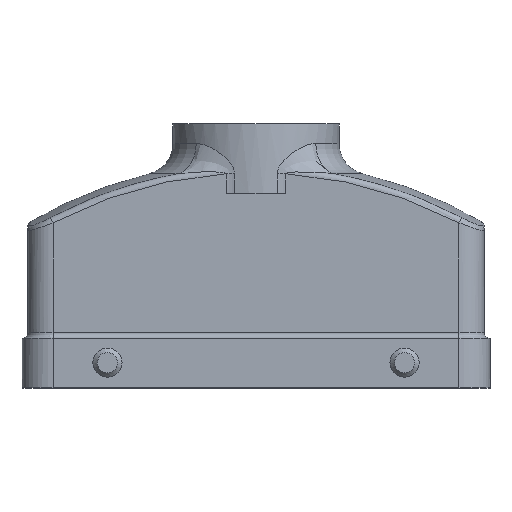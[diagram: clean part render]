
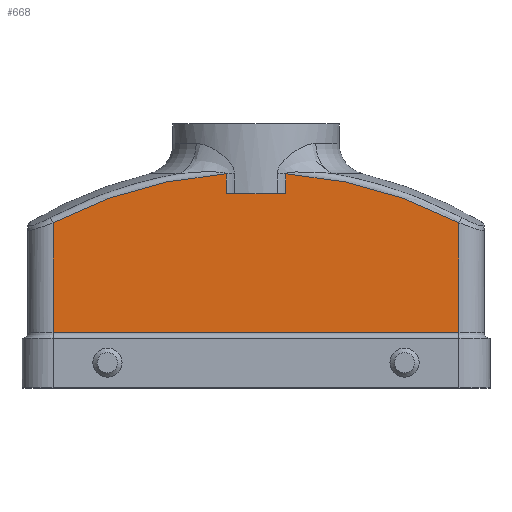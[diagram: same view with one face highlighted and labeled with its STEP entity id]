
A CAD part, top view. The second image highlights one B-rep face of the part: STEP entity #668.
In plain terms, the highlighted planar face has unit normal (0, 0, 1).
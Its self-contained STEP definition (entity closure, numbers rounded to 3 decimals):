
#201 = AXIS2_PLACEMENT_3D ( 'NONE', #1248, #1246, #1245 ) ;
#208 = CIRCLE ( 'NONE', #201, 112.532 ) ;
#218 = VECTOR ( 'NONE', #747, 1000. ) ;
#261 = EDGE_CURVE ( 'NONE', #2054, #1796, #208, .T. ) ;
#303 = EDGE_CURVE ( 'NONE', #2054, #2057, #3543, .T. ) ;
#396 = EDGE_CURVE ( 'NONE', #1796, #2053, #3424, .T. ) ;
#635 = EDGE_CURVE ( 'NONE', #2055, #2052, #3389, .T. ) ;
#636 = EDGE_CURVE ( 'NONE', #2024, #2055, #2097, .T. ) ;
#637 = EDGE_CURVE ( 'NONE', #2051, #2053, #2293, .T. ) ;
#638 = EDGE_CURVE ( 'NONE', #2051, #2024, #2292, .T. ) ;
#654 = EDGE_CURVE ( 'NONE', #2052, #2057, #2282, .T. ) ;
#668 = ADVANCED_FACE ( 'NONE', ( #2273 ), #2429, .F. ) ;
#747 = DIRECTION ( 'NONE',  ( 0., -1., 0. ) ) ;
#752 = CARTESIAN_POINT ( 'NONE',  ( 52.25, 38.5, 20.5 ) ) ;
#1245 = DIRECTION ( 'NONE',  ( -1., 0., 0. ) ) ;
#1246 = DIRECTION ( 'NONE',  ( 0., 0., 1. ) ) ;
#1248 = CARTESIAN_POINT ( 'NONE',  ( 0., -57.125, 20.5 ) ) ;
#1796 = VERTEX_POINT ( 'NONE', #2558 ) ;
#2024 = VERTEX_POINT ( 'NONE', #2577 ) ;
#2051 = VERTEX_POINT ( 'NONE', #2603 ) ;
#2052 = VERTEX_POINT ( 'NONE', #2604 ) ;
#2053 = VERTEX_POINT ( 'NONE', #2605 ) ;
#2054 = VERTEX_POINT ( 'NONE', #2606 ) ;
#2055 = VERTEX_POINT ( 'NONE', #2607 ) ;
#2057 = VERTEX_POINT ( 'NONE', #2609 ) ;
#2077 = VECTOR ( 'NONE', #3284, 1000. ) ;
#2080 = VECTOR ( 'NONE', #3282, 1000. ) ;
#2082 = AXIS2_PLACEMENT_3D ( 'NONE', #3278, #3279, #3280 ) ;
#2095 = VECTOR ( 'NONE', #3277, 1000. ) ;
#2097 = CIRCLE ( 'NONE', #2082, 112.532 ) ;
#2134 = VECTOR ( 'NONE', #2368, 1000. ) ;
#2151 = AXIS2_PLACEMENT_3D ( 'NONE', #2430, #2431, #2432 ) ;
#2273 = FACE_OUTER_BOUND ( 'NONE', #3785, .T. ) ;
#2282 = LINE ( 'NONE', #2367, #2134 ) ;
#2292 = LINE ( 'NONE', #3283, #2077 ) ;
#2293 = LINE ( 'NONE', #3281, #2080 ) ;
#2367 = CARTESIAN_POINT ( 'NONE',  ( 52.25, 14.229, 20.5 ) ) ;
#2368 = DIRECTION ( 'NONE',  ( 1., 0., 0. ) ) ;
#2429 = PLANE ( 'NONE',  #2151 ) ;
#2430 = CARTESIAN_POINT ( 'NONE',  ( 52.25, 38.5, 20.5 ) ) ;
#2431 = DIRECTION ( 'NONE',  ( 0., 0., -1. ) ) ;
#2432 = DIRECTION ( 'NONE',  ( -1., 0., 0. ) ) ;
#2558 = CARTESIAN_POINT ( 'NONE',  ( 7.616, 55.149, 20.5 ) ) ;
#2577 = CARTESIAN_POINT ( 'NONE',  ( -7.616, 55.149, 20.5 ) ) ;
#2603 = CARTESIAN_POINT ( 'NONE',  ( -7.616, 50., 20.5 ) ) ;
#2604 = CARTESIAN_POINT ( 'NONE',  ( -52.25, 14.229, 20.5 ) ) ;
#2605 = CARTESIAN_POINT ( 'NONE',  ( 7.616, 50., 20.5 ) ) ;
#2606 = CARTESIAN_POINT ( 'NONE',  ( 52.25, 42.542, 20.5 ) ) ;
#2607 = CARTESIAN_POINT ( 'NONE',  ( -52.25, 42.542, 20.5 ) ) ;
#2609 = CARTESIAN_POINT ( 'NONE',  ( 52.25, 14.229, 20.5 ) ) ;
#3276 = CARTESIAN_POINT ( 'NONE',  ( -52.25, 38.5, 20.5 ) ) ;
#3277 = DIRECTION ( 'NONE',  ( 0., -1., 0. ) ) ;
#3278 = CARTESIAN_POINT ( 'NONE',  ( 0., -57.125, 20.5 ) ) ;
#3279 = DIRECTION ( 'NONE',  ( 0., 0., 1. ) ) ;
#3280 = DIRECTION ( 'NONE',  ( -1., 0., 0. ) ) ;
#3281 = CARTESIAN_POINT ( 'NONE',  ( 52.25, 50., 20.5 ) ) ;
#3282 = DIRECTION ( 'NONE',  ( 1., 0., 0. ) ) ;
#3283 = CARTESIAN_POINT ( 'NONE',  ( -7.616, 55.221, 20.5 ) ) ;
#3284 = DIRECTION ( 'NONE',  ( 0., 1., 0. ) ) ;
#3389 = LINE ( 'NONE', #3276, #2095 ) ;
#3424 = LINE ( 'NONE', #5377, #4733 ) ;
#3543 = LINE ( 'NONE', #752, #218 ) ;
#3785 = EDGE_LOOP ( 'NONE', ( #4995, #4980, #4985, #5014, #5013, #5015, #5012, #5200 ) ) ;
#4733 = VECTOR ( 'NONE', #5376, 1000. ) ;
#4980 = ORIENTED_EDGE ( 'NONE', *, *, #638, .T. ) ;
#4985 = ORIENTED_EDGE ( 'NONE', *, *, #636, .T. ) ;
#4995 = ORIENTED_EDGE ( 'NONE', *, *, #637, .F. ) ;
#5012 = ORIENTED_EDGE ( 'NONE', *, *, #261, .T. ) ;
#5013 = ORIENTED_EDGE ( 'NONE', *, *, #654, .T. ) ;
#5014 = ORIENTED_EDGE ( 'NONE', *, *, #635, .T. ) ;
#5015 = ORIENTED_EDGE ( 'NONE', *, *, #303, .F. ) ;
#5200 = ORIENTED_EDGE ( 'NONE', *, *, #396, .T. ) ;
#5376 = DIRECTION ( 'NONE',  ( 0., -1., 0. ) ) ;
#5377 = CARTESIAN_POINT ( 'NONE',  ( 7.616, 50., 20.5 ) ) ;
